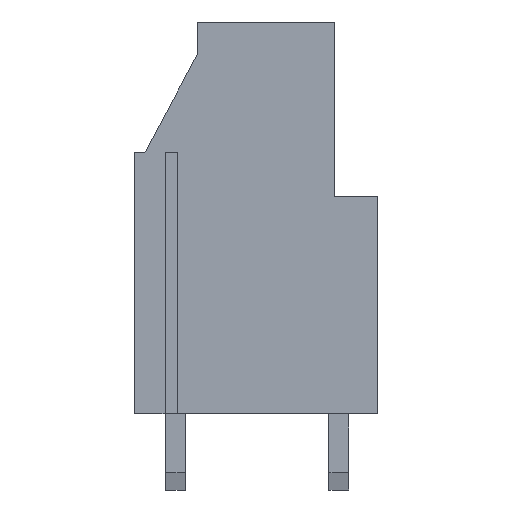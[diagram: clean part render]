
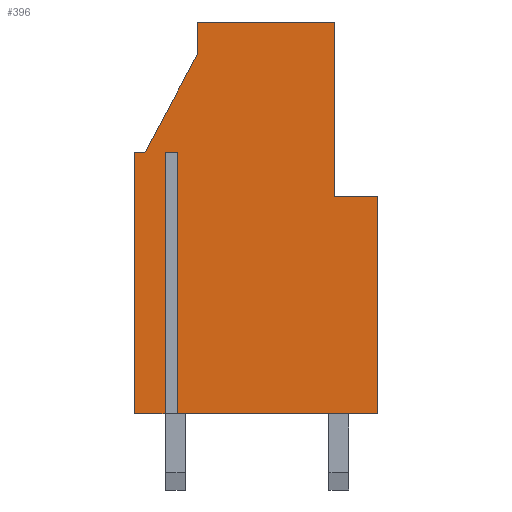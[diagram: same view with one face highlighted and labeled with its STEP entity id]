
A CAD part, front view. The second image highlights one B-rep face of the part: STEP entity #396.
In plain terms, the highlighted planar face has unit normal (0, -1, 0).
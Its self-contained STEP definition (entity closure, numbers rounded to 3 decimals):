
#396 = ADVANCED_FACE( '', ( #843 ), #844, .F. );
#843 = FACE_OUTER_BOUND( '', #1360, .T. );
#844 = PLANE( '', #1361 );
#1360 = EDGE_LOOP( '', ( #2313, #2314, #2315, #2316, #2317, #2318, #2319, #2320, #2321, #2322, #2323, #2324, #2325 ) );
#1361 = AXIS2_PLACEMENT_3D( '', #2326, #2327, #2328 );
#2313 = ORIENTED_EDGE( '', *, *, #3614, .F. );
#2314 = ORIENTED_EDGE( '', *, *, #3407, .T. );
#2315 = ORIENTED_EDGE( '', *, *, #3615, .F. );
#2316 = ORIENTED_EDGE( '', *, *, #3616, .F. );
#2317 = ORIENTED_EDGE( '', *, *, #3312, .F. );
#2318 = ORIENTED_EDGE( '', *, *, #3617, .T. );
#2319 = ORIENTED_EDGE( '', *, *, #3358, .T. );
#2320 = ORIENTED_EDGE( '', *, *, #3435, .F. );
#2321 = ORIENTED_EDGE( '', *, *, #3530, .F. );
#2322 = ORIENTED_EDGE( '', *, *, #3618, .F. );
#2323 = ORIENTED_EDGE( '', *, *, #3353, .T. );
#2324 = ORIENTED_EDGE( '', *, *, #3619, .T. );
#2325 = ORIENTED_EDGE( '', *, *, #3620, .F. );
#2326 = CARTESIAN_POINT( '', ( 12.134, -2.54, 19.8 ) );
#2327 = DIRECTION( '', ( 0., 1., 0. ) );
#2328 = DIRECTION( '', ( -1., 0., 0. ) );
#3312 = EDGE_CURVE( '', #4003, #4004, #4005, .T. );
#3353 = EDGE_CURVE( '', #4076, #4074, #4077, .T. );
#3358 = EDGE_CURVE( '', #4085, #4083, #4086, .T. );
#3407 = EDGE_CURVE( '', #4169, #4170, #4171, .T. );
#3435 = EDGE_CURVE( '', #4212, #4083, #4214, .T. );
#3530 = EDGE_CURVE( '', #4361, #4212, #4362, .T. );
#3614 = EDGE_CURVE( '', #4169, #4492, #4493, .T. );
#3615 = EDGE_CURVE( '', #4494, #4170, #4495, .T. );
#3616 = EDGE_CURVE( '', #4004, #4494, #4496, .T. );
#3617 = EDGE_CURVE( '', #4003, #4085, #4497, .T. );
#3618 = EDGE_CURVE( '', #4076, #4361, #4498, .T. );
#3619 = EDGE_CURVE( '', #4074, #4499, #4500, .T. );
#3620 = EDGE_CURVE( '', #4492, #4499, #4501, .T. );
#4003 = VERTEX_POINT( '', #5007 );
#4004 = VERTEX_POINT( '', #5008 );
#4005 = LINE( '', #5009, #5010 );
#4074 = VERTEX_POINT( '', #5110 );
#4076 = VERTEX_POINT( '', #5113 );
#4077 = LINE( '', #5114, #5115 );
#4083 = VERTEX_POINT( '', #5122 );
#4085 = VERTEX_POINT( '', #5125 );
#4086 = LINE( '', #5126, #5127 );
#4169 = VERTEX_POINT( '', #5246 );
#4170 = VERTEX_POINT( '', #5247 );
#4171 = LINE( '', #5248, #5249 );
#4212 = VERTEX_POINT( '', #5308 );
#4214 = LINE( '', #5311, #5312 );
#4361 = VERTEX_POINT( '', #5525 );
#4362 = LINE( '', #5526, #5527 );
#4492 = VERTEX_POINT( '', #5721 );
#4493 = LINE( '', #5722, #5723 );
#4494 = VERTEX_POINT( '', #5724 );
#4495 = LINE( '', #5725, #5726 );
#4496 = LINE( '', #5727, #5728 );
#4497 = LINE( '', #5729, #5730 );
#4498 = LINE( '', #5731, #5732 );
#4499 = VERTEX_POINT( '', #5733 );
#4500 = LINE( '', #5734, #5735 );
#4501 = LINE( '', #5736, #5737 );
#5007 = CARTESIAN_POINT( '', ( 0., -2.54, 12. ) );
#5008 = CARTESIAN_POINT( '', ( 0.5, -2.54, 12. ) );
#5009 = CARTESIAN_POINT( '', ( 5.35, -2.54, 12. ) );
#5010 = VECTOR( '', #6274, 1000. );
#5110 = CARTESIAN_POINT( '', ( 11.2, -2.54, 0. ) );
#5113 = CARTESIAN_POINT( '', ( 1.977, -2.54, 0. ) );
#5114 = CARTESIAN_POINT( '', ( 5.35, -2.54, 0. ) );
#5115 = VECTOR( '', #6307, 1000. );
#5122 = CARTESIAN_POINT( '', ( 1.423, -2.54, 0. ) );
#5125 = CARTESIAN_POINT( '', ( 0., -2.54, 0. ) );
#5126 = CARTESIAN_POINT( '', ( 5.35, -2.54, 0. ) );
#5127 = VECTOR( '', #6316, 1000. );
#5246 = CARTESIAN_POINT( '', ( 9.2, -2.54, 18. ) );
#5247 = CARTESIAN_POINT( '', ( 2.9, -2.54, 18. ) );
#5248 = CARTESIAN_POINT( '', ( 5.35, -2.54, 18. ) );
#5249 = VECTOR( '', #6368, 1000. );
#5308 = CARTESIAN_POINT( '', ( 1.423, -2.54, 12. ) );
#5311 = CARTESIAN_POINT( '', ( 1.423, -2.54, -1. ) );
#5312 = VECTOR( '', #6394, 1000. );
#5525 = CARTESIAN_POINT( '', ( 1.977, -2.54, 12. ) );
#5526 = CARTESIAN_POINT( '', ( 5.35, -2.54, 12. ) );
#5527 = VECTOR( '', #6476, 1000. );
#5721 = CARTESIAN_POINT( '', ( 9.2, -2.54, 10. ) );
#5722 = CARTESIAN_POINT( '', ( 9.2, -2.54, 18. ) );
#5723 = VECTOR( '', #6547, 1000. );
#5724 = CARTESIAN_POINT( '', ( 2.9, -2.54, 16.5 ) );
#5725 = CARTESIAN_POINT( '', ( 2.9, -2.54, -1. ) );
#5726 = VECTOR( '', #6548, 1000. );
#5727 = CARTESIAN_POINT( '', ( -6.433, -2.54, -1. ) );
#5728 = VECTOR( '', #6549, 1000. );
#5729 = CARTESIAN_POINT( '', ( 0., -2.54, -1. ) );
#5730 = VECTOR( '', #6550, 1000. );
#5731 = CARTESIAN_POINT( '', ( 1.977, -2.54, -1. ) );
#5732 = VECTOR( '', #6551, 1000. );
#5733 = CARTESIAN_POINT( '', ( 11.2, -2.54, 10. ) );
#5734 = CARTESIAN_POINT( '', ( 11.2, -2.54, -1. ) );
#5735 = VECTOR( '', #6552, 1000. );
#5736 = CARTESIAN_POINT( '', ( 9.038, -2.54, 10. ) );
#5737 = VECTOR( '', #6553, 1000. );
#6274 = DIRECTION( '', ( 1., 0., 0. ) );
#6307 = DIRECTION( '', ( 1., 0., 0. ) );
#6316 = DIRECTION( '', ( 1., 0., 0. ) );
#6368 = DIRECTION( '', ( -1., 0., 0. ) );
#6394 = DIRECTION( '', ( 0., 0., -1. ) );
#6476 = DIRECTION( '', ( -1., 0., 0. ) );
#6547 = DIRECTION( '', ( 0., 0., -1. ) );
#6548 = DIRECTION( '', ( 0., 0., 1. ) );
#6549 = DIRECTION( '', ( 0.471, 0., 0.882 ) );
#6550 = DIRECTION( '', ( 0., 0., -1. ) );
#6551 = DIRECTION( '', ( 0., 0., 1. ) );
#6552 = DIRECTION( '', ( 0., 0., 1. ) );
#6553 = DIRECTION( '', ( 1., 0., 0. ) );
